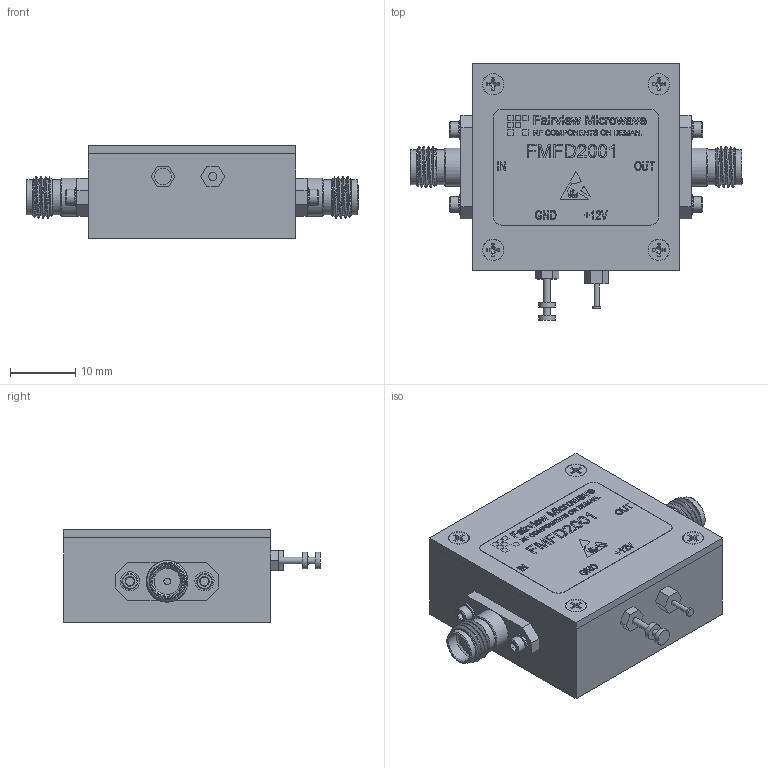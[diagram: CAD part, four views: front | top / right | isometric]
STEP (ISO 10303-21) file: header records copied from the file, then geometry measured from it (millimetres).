
FILE_DESCRIPTION (( 'STEP AP203' ), '1' );
FILE_NAME ('FMFD2001_3D.step', '2020-11-23T18:08:29', ( '' ), ( '' ), 'SwSTEP 2.0', 'SolidWorks 2018', '' );
FILE_SCHEMA (( 'CONFIG_CONTROL_DESIGN' ));
Products named in the file (1): FMFD2001_3D
Bounding box: 50.9 x 39.37 x 14.35 mm (x, y, z)
Volume: 15009.6 mm3; surface area: 5094.4 mm2
Topology: 1 solids, 13 shells, 1260 faces, 3238 edges, 2136 vertices
Faces by surface type: plane 756, bspline 291, cylinder 121, cone 92
Full cylindrical faces by diameter (mm): 0.762 x1, 1.016 x6, 1.27 x3, 1.524 x12, 1.854 x4, 2.057 x4, 2.261 x4, 2.438 x4, 2.54 x2, 2.845 x4, 2.946 x4, 4.521 x2, 5.08 x2, 5.334 x4, 5.842 x2
Entity records: 58025 total; most frequent: CARTESIAN_POINT 30828, ORIENTED_EDGE 6100, DIRECTION 4360, EDGE_CURVE 3050, VERTEX_POINT 2058, LINE 1980, VECTOR 1980, EDGE_LOOP 1482
